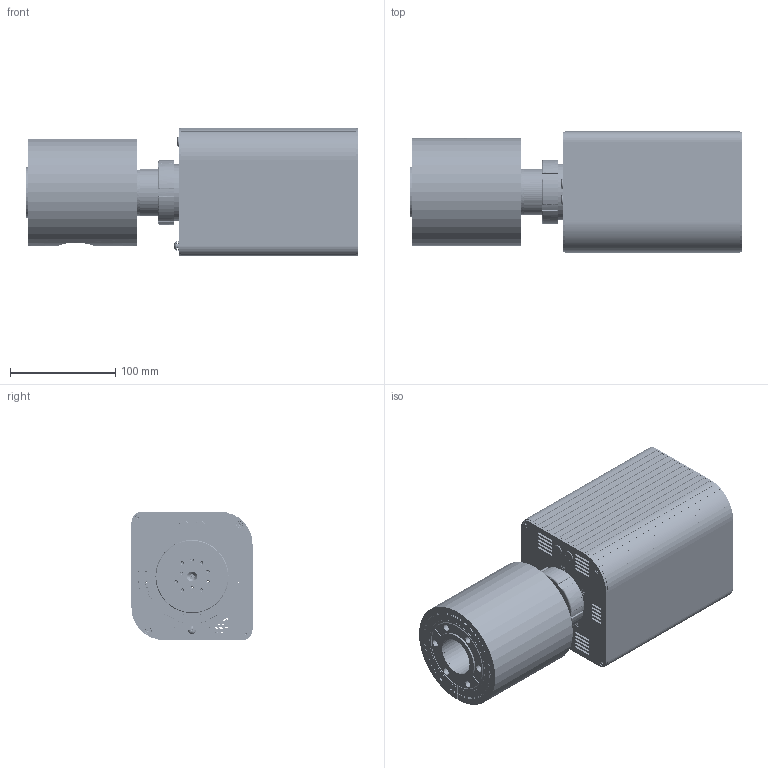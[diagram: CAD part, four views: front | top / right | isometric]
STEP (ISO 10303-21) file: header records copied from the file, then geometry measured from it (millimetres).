
FILE_DESCRIPTION(/* description */ (''),/* implementation_level */ '2;1');
FILE_NAME(/* name */ 'XPRxx1xx0xx.stp',/* time_stamp */ '2022-10-25T11:18:01-04:00',/* author */ (''),/* organization */ (''),/* preprocessor_version */ 'ST-DEVELOPER v16.7',/* originating_system */ 'SIEMENS PLM Software NX 12.0',/* authorisation */ '');
FILE_SCHEMA (('AUTOMOTIVE_DESIGN { 1 0 10303 214 3 1 1 1 }'));
Products named in the file (1): dere6008A6049h7o
Bounding box: 315.14 x 114.96 x 121.67 mm (x, y, z)
Volume: 881475.7 mm3; surface area: 630795.6 mm2
Topology: 42 solids, 192 shells, 2675 faces, 7110 edges, 4756 vertices
Faces by surface type: cylinder 1001, cone 830, plane 716, bspline 90, torus 38
Full cylindrical faces by diameter (mm): 1.524 x12, 1.575 x2, 2.184 x6, 2.362 x1, 2.38 x1, 2.489 x2, 2.497 x1, 2.5 x13, 2.594 x248, 2.642 x1, 3 x233, 3.048 x14, 3.15 x2, 3.242 x1, 3.572 x3, 3.683 x12, 3.747 x1, 3.81 x15, 3.861 x9, 4 x2, 4.216 x2, 4.229 x2, 4.366 x1, 4.763 x2, 4.775 x2, 5.08 x2, 5.38 x1, 5.41 x1, 6.287 x1, 6.35 x23
Entity records: 106037 total; most frequent: CARTESIAN_POINT 50786, DIRECTION 10777, ORIENTED_EDGE 9025, EDGE_CURVE 4769, AXIS2_PLACEMENT_3D 4638, EDGE_LOOP 4397, VERTEX_POINT 3692, FACE_BOUND 3198
